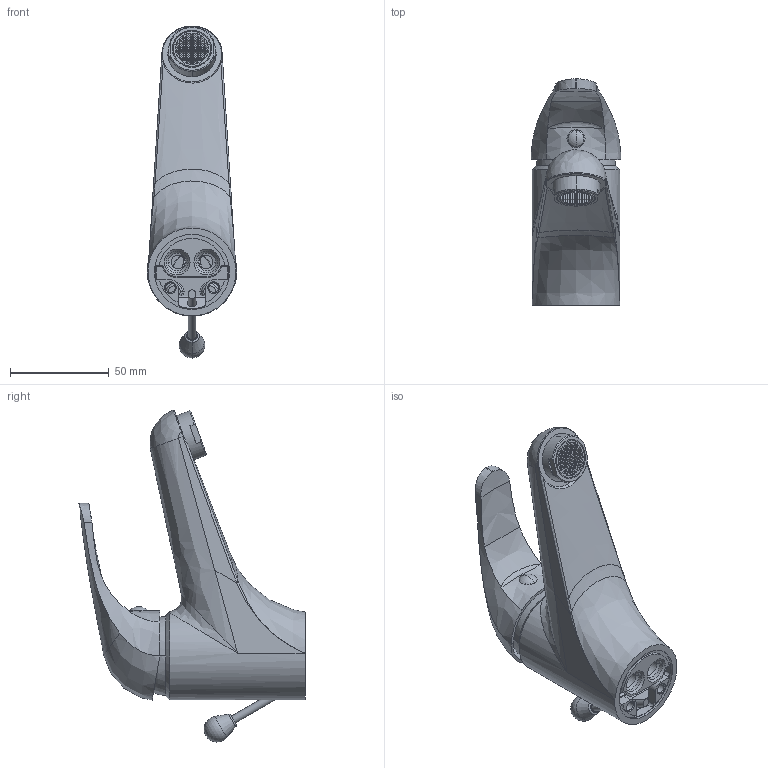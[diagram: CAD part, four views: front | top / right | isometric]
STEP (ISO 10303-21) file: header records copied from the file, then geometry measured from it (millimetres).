
FILE_DESCRIPTION((''),'2;1');
FILE_NAME('APM3075CR','2021-10-14T16:19:03',('ut3'),('PAFFONI SpA'),'CREO PARAMETRIC BY PTC INC, 2020044','CREO PARAMETRIC BY PTC INC, 2020044','');
FILE_SCHEMA(('CONFIG_CONTROL_DESIGN','SHAPE_APPEARANCE_LAYERS_GROUPS'));
Products named in the file (1): APM3075CR
Bounding box: 45.5 x 114.5 x 168.1 mm (x, y, z)
Volume: 121770.9 mm3; surface area: 83656.9 mm2
Topology: 3 solids, 3 shells, 2759 faces, 7927 edges, 5124 vertices
Faces by surface type: plane 2034, cylinder 348, bspline 153, torus 129, cone 69, sphere 26
Entity records: 117379 total; most frequent: CARTESIAN_POINT 32816, ORIENTED_EDGE 15826, DIRECTION 14510, EDGE_CURVE 7913, VERTEX_POINT 5124, VECTOR 5074, LINE 5074, AXIS2_PLACEMENT_3D 4718
